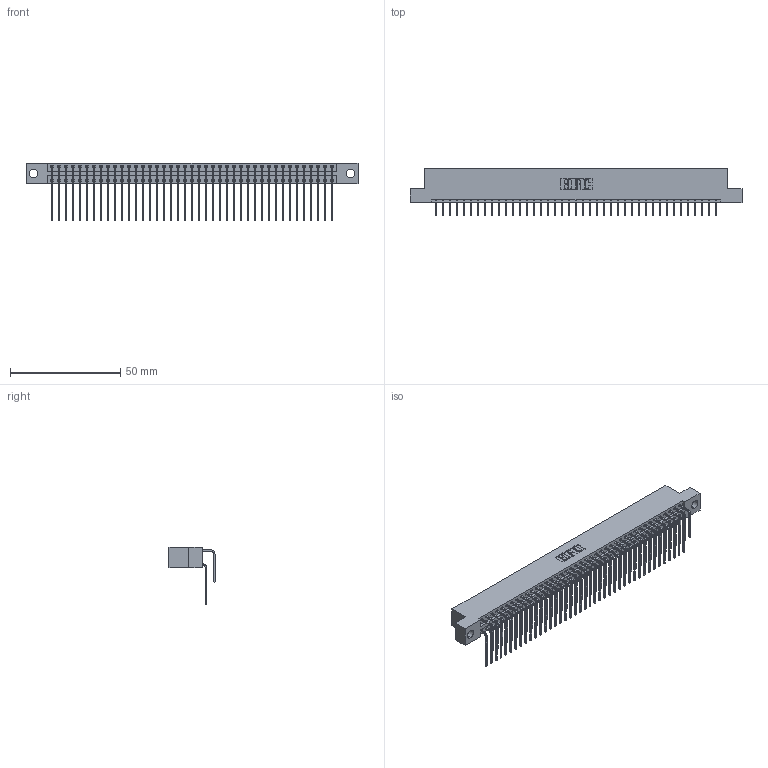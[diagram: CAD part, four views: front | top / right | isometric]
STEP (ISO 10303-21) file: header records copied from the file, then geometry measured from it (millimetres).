
FILE_DESCRIPTION (( 'STEP AP203' ), '1' );
FILE_NAME ('346-082-559-204.STEP', '2018-08-29T10:17:00', ( '' ), ( '' ), 'SwSTEP 2.0', 'SolidWorks 2016', '' );
FILE_SCHEMA (( 'CONFIG_CONTROL_DESIGN' ));
Length unit declared in the file: inch
Products named in the file (4): 346-082-559-204; 346 Part_Flush Mounting Lugs - 0.156 Dia-TH; 345-292-001_558 559 Tail - 1; 345-292-001_559 Tail - 2
Assembly tree (83 placements, depth 2):
  346-082-559-204
    346 Part_Flush Mounting Lugs - 0.156 Dia-TH
    345-292-001_558 559 Tail - 1  x41
    345-292-001_559 Tail - 2  x41
Bounding box: 150.75 x 20.89 x 26.16 mm (x, y, z)
Volume: 15077.3 mm3; surface area: 22791.7 mm2
Topology: 83 solids, 83 shells, 4550 faces, 13531 edges, 8910 vertices
Faces by surface type: plane 3110, cylinder 1440
Entity records: 28679 total; most frequent: CARTESIAN_POINT 4779, ORIENTED_EDGE 4662, DIRECTION 4235, EDGE_CURVE 2331, VECTOR 1995, LINE 1995, VERTEX_POINT 1550, AXIS2_PLACEMENT_3D 1120
